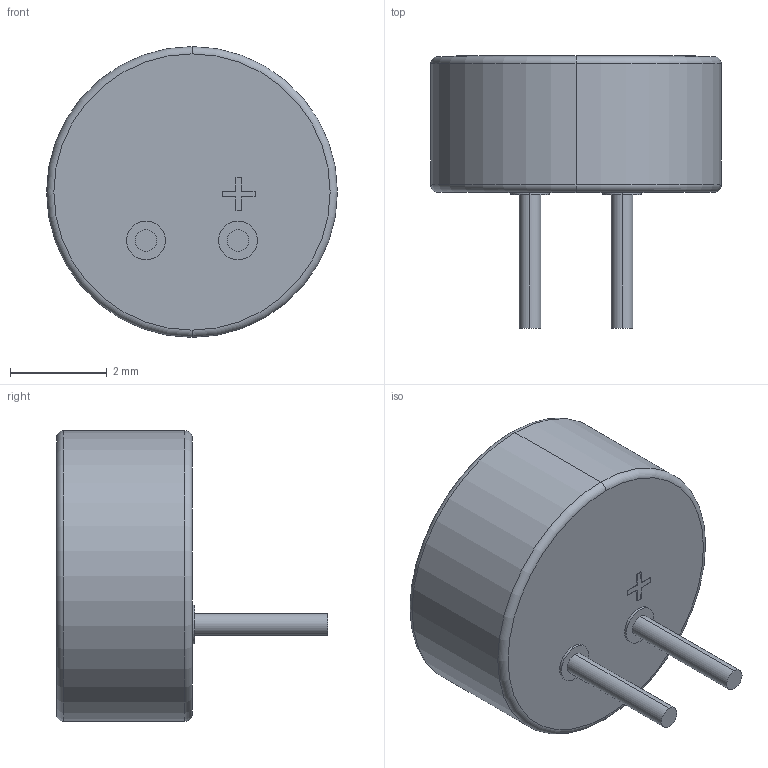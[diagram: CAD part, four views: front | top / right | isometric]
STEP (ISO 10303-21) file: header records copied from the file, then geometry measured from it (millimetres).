
FILE_DESCRIPTION (( 'STEP AP203' ), '1' );
FILE_NAME ('EM-6027P.STEP', '2017-01-03T19:15:34', ( 'Gem' ), ( '' ), 'SwSTEP 2.0', 'SolidWorks 2013', '' );
FILE_SCHEMA (( 'CONFIG_CONTROL_DESIGN' ));
Length unit declared in the file: millimetre
Products named in the file (1): EM-6027P
Bounding box: 6 x 5.61 x 6 mm (x, y, z)
Volume: 80.2 mm3; surface area: 162.6 mm2
Topology: 2 solids, 2 shells, 37 faces, 80 edges, 52 vertices
Faces by surface type: plane 21, cylinder 12, torus 4
Entity records: 1091 total; most frequent: DIRECTION 188, CARTESIAN_POINT 170, ORIENTED_EDGE 160, EDGE_CURVE 80, AXIS2_PLACEMENT_3D 70, VERTEX_POINT 52, LINE 48, VECTOR 48
